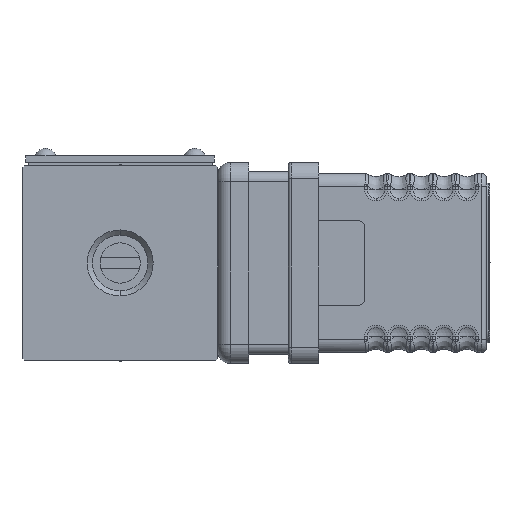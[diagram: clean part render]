
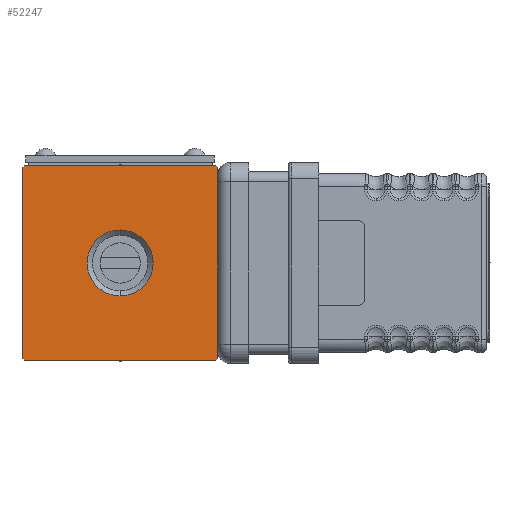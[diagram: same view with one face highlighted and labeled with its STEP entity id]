
A CAD part, front view. The second image highlights one B-rep face of the part: STEP entity #52247.
In plain terms, the highlighted planar face has unit normal (0, -1, 0).
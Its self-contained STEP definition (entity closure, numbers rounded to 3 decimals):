
#838 = DIRECTION ( 'NONE',  ( 0., 0., -1. ) ) ;
#1113 = CARTESIAN_POINT ( 'NONE',  ( 14.7, -31.2, 15. ) ) ;
#1312 = CARTESIAN_POINT ( 'NONE',  ( -14.7, -31.2, -15. ) ) ;
#1927 = CARTESIAN_POINT ( 'NONE',  ( 15., -31.2, -15. ) ) ;
#2020 = ORIENTED_EDGE ( 'NONE', *, *, #27825, .F. ) ;
#4595 = VERTEX_POINT ( 'NONE', #14359 ) ;
#4760 = LINE ( 'NONE', #27546, #29171 ) ;
#4984 = AXIS2_PLACEMENT_3D ( 'NONE', #57243, #64325, #58740 ) ;
#5599 = ORIENTED_EDGE ( 'NONE', *, *, #28762, .F. ) ;
#6048 = VERTEX_POINT ( 'NONE', #29367 ) ;
#6162 = VECTOR ( 'NONE', #49017, 1000. ) ;
#6337 = EDGE_CURVE ( 'NONE', #37286, #8668, #10959, .T. ) ;
#8174 = VECTOR ( 'NONE', #838, 1000. ) ;
#8668 = VERTEX_POINT ( 'NONE', #47944 ) ;
#10959 = CIRCLE ( 'NONE', #4984, 5.08 ) ;
#12386 = DIRECTION ( 'NONE',  ( 0., 0., 1. ) ) ;
#12574 = EDGE_CURVE ( 'NONE', #41884, #42959, #4760, .T. ) ;
#12664 = LINE ( 'NONE', #1113, #54652 ) ;
#14359 = CARTESIAN_POINT ( 'NONE',  ( 14.7, -31.2, -15. ) ) ;
#15416 = VECTOR ( 'NONE', #70578, 1000. ) ;
#16436 = VECTOR ( 'NONE', #43098, 1000. ) ;
#17365 = ORIENTED_EDGE ( 'NONE', *, *, #12574, .T. ) ;
#18478 = VERTEX_POINT ( 'NONE', #1312 ) ;
#20523 = VERTEX_POINT ( 'NONE', #64380 ) ;
#21593 = VECTOR ( 'NONE', #12386, 1000. ) ;
#24692 = CARTESIAN_POINT ( 'NONE',  ( -15., -31.2, -15. ) ) ;
#24778 = DIRECTION ( 'NONE',  ( 0., 0., 1. ) ) ;
#26122 = CIRCLE ( 'NONE', #69199, 5.08 ) ;
#26217 = PLANE ( 'NONE',  #44989 ) ;
#26275 = CARTESIAN_POINT ( 'NONE',  ( -15., -31.2, -15. ) ) ;
#26437 = DIRECTION ( 'NONE',  ( -0.707, 0., -0.707 ) ) ;
#26501 = ORIENTED_EDGE ( 'NONE', *, *, #66913, .T. ) ;
#27546 = CARTESIAN_POINT ( 'NONE',  ( -15., -31.2, 14.7 ) ) ;
#27825 = EDGE_CURVE ( 'NONE', #41884, #70536, #47339, .T. ) ;
#28655 = LINE ( 'NONE', #62292, #55384 ) ;
#28762 = EDGE_CURVE ( 'NONE', #4595, #18478, #49825, .T. ) ;
#29171 = VECTOR ( 'NONE', #26437, 1000. ) ;
#29367 = CARTESIAN_POINT ( 'NONE',  ( -15., -31.2, -14.7 ) ) ;
#29641 = ORIENTED_EDGE ( 'NONE', *, *, #43162, .T. ) ;
#30024 = EDGE_CURVE ( 'NONE', #6048, #42959, #63579, .T. ) ;
#31110 = CARTESIAN_POINT ( 'NONE',  ( -15., -31.2, 15. ) ) ;
#31465 = FACE_BOUND ( 'NONE', #65310, .T. ) ;
#31469 = CARTESIAN_POINT ( 'NONE',  ( -15., -31.2, 14.7 ) ) ;
#31919 = EDGE_CURVE ( 'NONE', #6048, #18478, #28655, .T. ) ;
#33295 = LINE ( 'NONE', #67707, #6162 ) ;
#35111 = DIRECTION ( 'NONE',  ( -0.707, 0., 0.707 ) ) ;
#35207 = ORIENTED_EDGE ( 'NONE', *, *, #6337, .T. ) ;
#37286 = VERTEX_POINT ( 'NONE', #40914 ) ;
#37798 = ORIENTED_EDGE ( 'NONE', *, *, #67751, .T. ) ;
#40914 = CARTESIAN_POINT ( 'NONE',  ( 0., -31.2, -5.08 ) ) ;
#41431 = DIRECTION ( 'NONE',  ( 0., 1., 0. ) ) ;
#41884 = VERTEX_POINT ( 'NONE', #58640 ) ;
#42959 = VERTEX_POINT ( 'NONE', #31469 ) ;
#43098 = DIRECTION ( 'NONE',  ( -1., 0., 0. ) ) ;
#43162 = EDGE_CURVE ( 'NONE', #4595, #20523, #33295, .T. ) ;
#44989 = AXIS2_PLACEMENT_3D ( 'NONE', #31110, #59864, #24778 ) ;
#45913 = ORIENTED_EDGE ( 'NONE', *, *, #31919, .T. ) ;
#46369 = EDGE_LOOP ( 'NONE', ( #65695, #45913, #5599, #29641, #61076, #26501, #2020, #17365 ) ) ;
#46630 = VERTEX_POINT ( 'NONE', #65837 ) ;
#47339 = LINE ( 'NONE', #52590, #15416 ) ;
#47944 = CARTESIAN_POINT ( 'NONE',  ( 0., -31.2, 5.08 ) ) ;
#49017 = DIRECTION ( 'NONE',  ( 0.707, 0., 0.707 ) ) ;
#49825 = LINE ( 'NONE', #26275, #16436 ) ;
#52247 = ADVANCED_FACE ( 'NONE', ( #31465, #58808 ), #26217, .F. ) ;
#52298 = DIRECTION ( 'NONE',  ( 0., 0., 1. ) ) ;
#52590 = CARTESIAN_POINT ( 'NONE',  ( -15., -31.2, 15. ) ) ;
#54652 = VECTOR ( 'NONE', #35111, 1000. ) ;
#55384 = VECTOR ( 'NONE', #57054, 1000. ) ;
#57054 = DIRECTION ( 'NONE',  ( 0.707, 0., -0.707 ) ) ;
#57243 = CARTESIAN_POINT ( 'NONE',  ( 0., -31.2, 0. ) ) ;
#58640 = CARTESIAN_POINT ( 'NONE',  ( -14.7, -31.2, 15. ) ) ;
#58740 = DIRECTION ( 'NONE',  ( 0., 0., 1. ) ) ;
#58808 = FACE_OUTER_BOUND ( 'NONE', #46369, .T. ) ;
#59864 = DIRECTION ( 'NONE',  ( 0., 1., 0. ) ) ;
#61076 = ORIENTED_EDGE ( 'NONE', *, *, #66657, .F. ) ;
#62292 = CARTESIAN_POINT ( 'NONE',  ( -14.7, -31.2, -15. ) ) ;
#62746 = CARTESIAN_POINT ( 'NONE',  ( 14.7, -31.2, 15. ) ) ;
#63579 = LINE ( 'NONE', #24692, #21593 ) ;
#64325 = DIRECTION ( 'NONE',  ( 0., 1., 0. ) ) ;
#64380 = CARTESIAN_POINT ( 'NONE',  ( 15., -31.2, -14.7 ) ) ;
#65310 = EDGE_LOOP ( 'NONE', ( #35207, #37798 ) ) ;
#65695 = ORIENTED_EDGE ( 'NONE', *, *, #30024, .F. ) ;
#65837 = CARTESIAN_POINT ( 'NONE',  ( 15., -31.2, 14.7 ) ) ;
#66657 = EDGE_CURVE ( 'NONE', #46630, #20523, #69626, .T. ) ;
#66913 = EDGE_CURVE ( 'NONE', #46630, #70536, #12664, .T. ) ;
#67707 = CARTESIAN_POINT ( 'NONE',  ( 15., -31.2, -14.7 ) ) ;
#67751 = EDGE_CURVE ( 'NONE', #8668, #37286, #26122, .T. ) ;
#69199 = AXIS2_PLACEMENT_3D ( 'NONE', #70280, #41431, #52298 ) ;
#69626 = LINE ( 'NONE', #1927, #8174 ) ;
#70280 = CARTESIAN_POINT ( 'NONE',  ( 0., -31.2, 0. ) ) ;
#70536 = VERTEX_POINT ( 'NONE', #62746 ) ;
#70578 = DIRECTION ( 'NONE',  ( 1., 0., 0. ) ) ;
